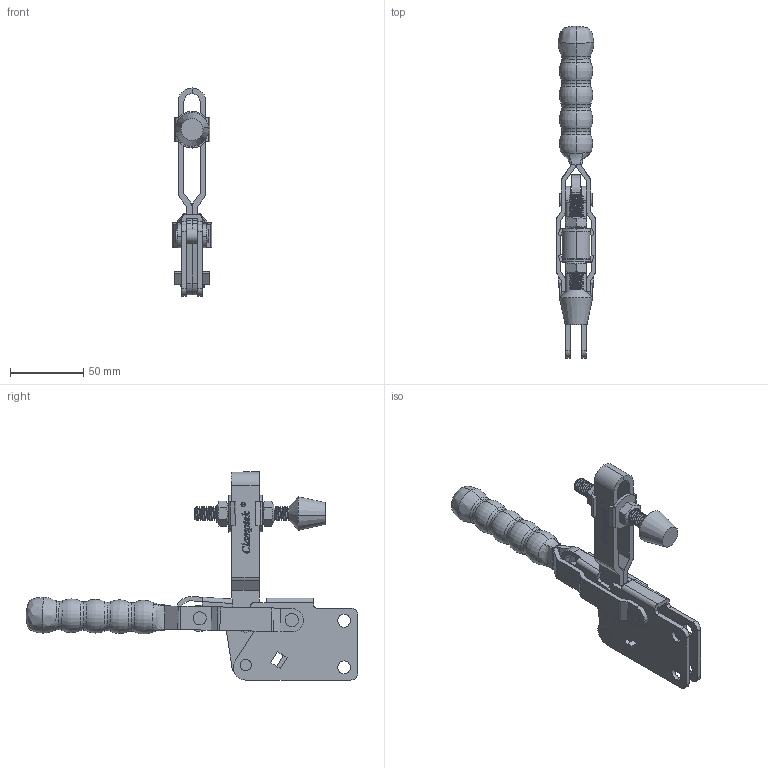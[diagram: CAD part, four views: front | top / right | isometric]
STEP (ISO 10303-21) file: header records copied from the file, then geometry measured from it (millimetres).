
FILE_DESCRIPTION (( 'STEP AP203' ), '1' );
FILE_NAME ('CH-12270.STEP', '2017-11-09T02:23:47', ( 'Windows' ), ( 'Microsoft' ), 'SwSTEP 2.0', 'SolidWorks 2015', '' );
FILE_SCHEMA (( 'CONFIG_CONTROL_DESIGN' ));
Length unit declared in the file: millimetre
Products named in the file (13): CH-12265-09; CH-12265-07; CH-FC-38312 Nut; CH-FC-38312 SPINDLE SUPPLIED; CH-FW-380; CH-12270; CH-12265-05; CH-12270-01 STRAIGHT BASE; CH-12265-04 CONNECTING-PLATE; CH-12265-08; CH-12265-06; CH-12270-02 UBAR; CH-12265-03 STRAIGHT HANDLE
Assembly tree (18 placements, depth 2):
  CH-12270
    CH-12265-05  x2
    CH-12265-04 CONNECTING-PLATE
    CH-12265-06  x2
    CH-12265-03 STRAIGHT HANDLE
    CH-12265-07
    CH-12270-01 STRAIGHT BASE
    CH-12265-08  x2
    CH-12270-02 UBAR
    CH-12265-09  x2
    CH-FC-38312 Nut  x2
    CH-FC-38312 SPINDLE SUPPLIED
    CH-FW-380  x2
Bounding box: 27 x 226.9 x 142.24 mm (x, y, z)
Volume: 111874.5 mm3; surface area: 76770.6 mm2
Topology: 20 solids, 21 shells, 870 faces, 2309 edges, 1504 vertices
Faces by surface type: plane 319, cylinder 254, bspline 178, cone 95, torus 24
Entity records: 37862 total; most frequent: CARTESIAN_POINT 18391, ORIENTED_EDGE 4152, DIRECTION 3100, EDGE_CURVE 2076, VERTEX_POINT 1360, VECTOR 1100, LINE 1100, AXIS2_PLACEMENT_3D 1000
